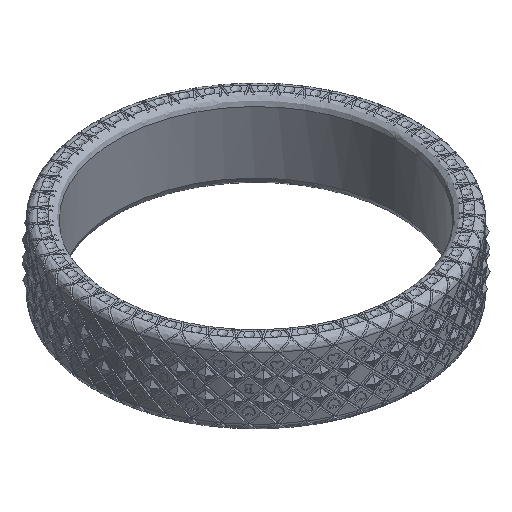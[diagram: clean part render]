
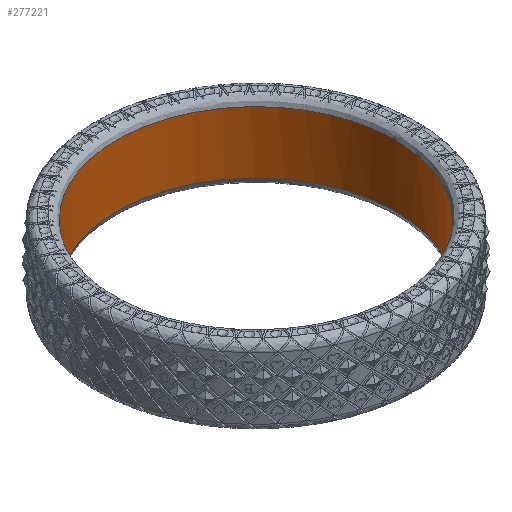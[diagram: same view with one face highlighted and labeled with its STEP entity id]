
A CAD part, isometric view. The second image highlights one B-rep face of the part: STEP entity #277221.
In plain terms, the highlighted free-form (B-spline) face has degree [2, 1] with [9, 2] control points.
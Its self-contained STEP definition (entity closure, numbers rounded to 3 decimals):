
#100273 = VERTEX_POINT('',#100274);
#100274 = CARTESIAN_POINT('',(13.082,0.,
    2.907));
#100280 = EDGE_CURVE('',#100273,#100273,#100281,.T.);
#100281 = ( BOUNDED_CURVE() B_SPLINE_CURVE(2,(#100282,#100283,#100284,
    #100285,#100286,#100287,#100288),.UNSPECIFIED.,.T.,.F.) 
B_SPLINE_CURVE_WITH_KNOTS((3,2,2,3),(3.142,5.236,
7.33,9.425),.PIECEWISE_BEZIER_KNOTS.) CURVE() 
GEOMETRIC_REPRESENTATION_ITEM() RATIONAL_B_SPLINE_CURVE((1.,0.5,1.,0.5,
1.,0.5,1.)) REPRESENTATION_ITEM('') );
#100282 = CARTESIAN_POINT('',(13.082,0.,
    2.907));
#100283 = CARTESIAN_POINT('',(13.082,-22.659,
    2.907));
#100284 = CARTESIAN_POINT('',(-6.541,-11.329,
    2.907));
#100285 = CARTESIAN_POINT('',(-26.164,0.,
    2.907));
#100286 = CARTESIAN_POINT('',(-6.541,11.329,
    2.907));
#100287 = CARTESIAN_POINT('',(13.082,22.659,
    2.907));
#100288 = CARTESIAN_POINT('',(13.082,0.,
    2.907));
#106454 = VERTEX_POINT('',#106455);
#106455 = CARTESIAN_POINT('',(-13.082,0.,
    -2.907));
#106461 = EDGE_CURVE('',#106454,#106462,#106464,.T.);
#106462 = VERTEX_POINT('',#106463);
#106463 = CARTESIAN_POINT('',(13.082,0.,
    -2.907));
#106464 = ( BOUNDED_CURVE() B_SPLINE_CURVE(2,(#106465,#106466,#106467,
#106468,#106469),.UNSPECIFIED.,.F.,.F.) B_SPLINE_CURVE_WITH_KNOTS((3,2,3
),(0.,1.571,3.142),.PIECEWISE_BEZIER_KNOTS.) CURVE() 
GEOMETRIC_REPRESENTATION_ITEM() RATIONAL_B_SPLINE_CURVE((1.,
0.707,1.,0.707,1.)) REPRESENTATION_ITEM('') );
#106465 = CARTESIAN_POINT('',(-13.082,0.,
    -2.907));
#106466 = CARTESIAN_POINT('',(-13.082,-13.082,
    -2.907));
#106467 = CARTESIAN_POINT('',(0.,-13.082,
    -2.907));
#106468 = CARTESIAN_POINT('',(13.082,-13.082,
    -2.907));
#106469 = CARTESIAN_POINT('',(13.082,0.,
    -2.907));
#106471 = EDGE_CURVE('',#106462,#106454,#106472,.T.);
#106472 = ( BOUNDED_CURVE() B_SPLINE_CURVE(2,(#106473,#106474,#106475,
#106476,#106477),.UNSPECIFIED.,.F.,.F.) B_SPLINE_CURVE_WITH_KNOTS((3,2,3
    ),(3.142,4.712,6.283),
.PIECEWISE_BEZIER_KNOTS.) CURVE() GEOMETRIC_REPRESENTATION_ITEM() 
RATIONAL_B_SPLINE_CURVE((1.,0.707,1.,0.707,1.)) 
REPRESENTATION_ITEM('') );
#106473 = CARTESIAN_POINT('',(13.082,0.,
    -2.907));
#106474 = CARTESIAN_POINT('',(13.082,13.082,
    -2.907));
#106475 = CARTESIAN_POINT('',(0.,13.082,
    -2.907));
#106476 = CARTESIAN_POINT('',(-13.082,13.082,
    -2.907));
#106477 = CARTESIAN_POINT('',(-13.082,0.,
    -2.907));
#277221 = ADVANCED_FACE('',(#277222),#277233,.F.);
#277222 = FACE_BOUND('',#277223,.F.);
#277223 = EDGE_LOOP('',(#277224,#277229,#277230,#277231,#277232));
#277224 = ORIENTED_EDGE('',*,*,#277225,.T.);
#277225 = EDGE_CURVE('',#100273,#106462,#277226,.T.);
#277226 = B_SPLINE_CURVE_WITH_KNOTS('',1,(#277227,#277228),
  .UNSPECIFIED.,.F.,.F.,(2,2),(-2.,2.),.PIECEWISE_BEZIER_KNOTS.);
#277227 = CARTESIAN_POINT('',(13.082,0.,
    2.907));
#277228 = CARTESIAN_POINT('',(13.082,0.,
    -2.907));
#277229 = ORIENTED_EDGE('',*,*,#106471,.T.);
#277230 = ORIENTED_EDGE('',*,*,#106461,.T.);
#277231 = ORIENTED_EDGE('',*,*,#277225,.F.);
#277232 = ORIENTED_EDGE('',*,*,#100280,.T.);
#277233 = ( BOUNDED_SURFACE() B_SPLINE_SURFACE(2,1,(
    (#277234,#277235)
    ,(#277236,#277237)
    ,(#277238,#277239)
    ,(#277240,#277241)
    ,(#277242,#277243)
    ,(#277244,#277245)
    ,(#277246,#277247)
    ,(#277248,#277249)
    ,(#277250,#277251
)),.UNSPECIFIED.,.T.,.F.,.F.) B_SPLINE_SURFACE_WITH_KNOTS((3,2,2,2,3),(2
    ,2),(-3.142,-2.094,0.,2.094,3.142)
,(-2.,2.),.UNSPECIFIED.) GEOMETRIC_REPRESENTATION_ITEM() 
RATIONAL_B_SPLINE_SURFACE((
    (0.75,0.75)
    ,(0.75,0.75)
    ,(1.,1.)
    ,(0.5,0.5)
    ,(1.,1.)
    ,(0.5,0.5)
    ,(1.,1.)
    ,(0.75,0.75)
,(0.75,0.75))) REPRESENTATION_ITEM('') SURFACE() );
#277234 = CARTESIAN_POINT('',(13.082,0.,
    -2.907));
#277235 = CARTESIAN_POINT('',(13.082,0.,
    2.907));
#277236 = CARTESIAN_POINT('',(13.082,7.553,
    -2.907));
#277237 = CARTESIAN_POINT('',(13.082,7.553,
    2.907));
#277238 = CARTESIAN_POINT('',(6.541,11.329,
    -2.907));
#277239 = CARTESIAN_POINT('',(6.541,11.329,
    2.907));
#277240 = CARTESIAN_POINT('',(-13.082,22.659,
    -2.907));
#277241 = CARTESIAN_POINT('',(-13.082,22.659,
    2.907));
#277242 = CARTESIAN_POINT('',(-13.082,0.,
    -2.907));
#277243 = CARTESIAN_POINT('',(-13.082,0.,
    2.907));
#277244 = CARTESIAN_POINT('',(-13.082,-22.659,
    -2.907));
#277245 = CARTESIAN_POINT('',(-13.082,-22.659,
    2.907));
#277246 = CARTESIAN_POINT('',(6.541,-11.329,
    -2.907));
#277247 = CARTESIAN_POINT('',(6.541,-11.329,
    2.907));
#277248 = CARTESIAN_POINT('',(13.082,-7.553,
    -2.907));
#277249 = CARTESIAN_POINT('',(13.082,-7.553,
    2.907));
#277250 = CARTESIAN_POINT('',(13.082,0.,
    -2.907));
#277251 = CARTESIAN_POINT('',(13.082,0.,
    2.907));
